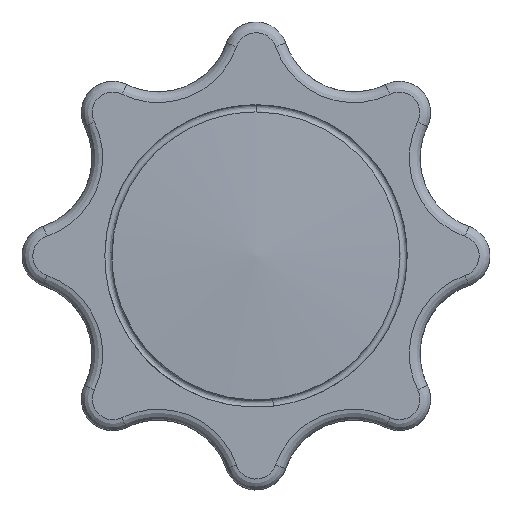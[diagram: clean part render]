
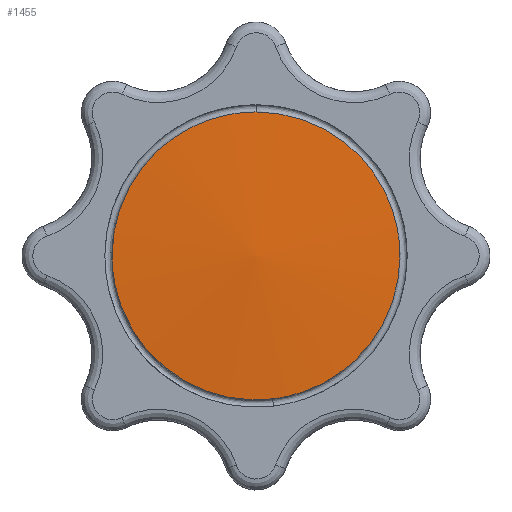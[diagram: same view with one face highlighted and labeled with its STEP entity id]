
A CAD part, top view. The second image highlights one B-rep face of the part: STEP entity #1455.
In plain terms, the highlighted free-form (B-spline) face has degree [2, 2] with [4, 4] control points.
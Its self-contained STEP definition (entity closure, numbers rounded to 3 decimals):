
#1230=CARTESIAN_POINT('',(2.309,-19.866,17.));
#1231=VERTEX_POINT('',#1230);
#1232=CARTESIAN_POINT('',(-20.0,0.0,17.0));
#1233=VERTEX_POINT('',#1232);
#1234=CARTESIAN_POINT('',(2.309,-19.866,17.));
#1235=CARTESIAN_POINT('',(1.159,-20.0,17.));
#1236=CARTESIAN_POINT('',(0.0,-20.0,17.0));
#1237=CARTESIAN_POINT('',(-20.,-20.,17.));
#1238=CARTESIAN_POINT('',(-20.0,0.0,17.0));
#1246=(BOUNDED_CURVE()B_SPLINE_CURVE(2,(#1234,#1235,#1236,#1237,#1238),.UNSPECIFIED.,.F.,.U.)B_SPLINE_CURVE_WITH_KNOTS((3,2,3),(0.73,0.75,1.0),.UNSPECIFIED.)CURVE()GEOMETRIC_REPRESENTATION_ITEM()RATIONAL_B_SPLINE_CURVE((0.957,0.977,1.0,0.707,1.0))REPRESENTATION_ITEM(''));
#1247=EDGE_CURVE('',#1231,#1233,#1246,.T.);
#1249=CARTESIAN_POINT('',(0.0,20.0,17.));
#1250=VERTEX_POINT('',#1249);
#1251=CARTESIAN_POINT('',(-20.0,0.0,17.0));
#1252=CARTESIAN_POINT('',(-20.0,20.,17.));
#1253=CARTESIAN_POINT('',(0.0,20.0,17.));
#1261=(BOUNDED_CURVE()B_SPLINE_CURVE(2,(#1251,#1252,#1253),.UNSPECIFIED.,.F.,.U.)B_SPLINE_CURVE_WITH_KNOTS((3,3),(0.0,0.25),.UNSPECIFIED.)CURVE()GEOMETRIC_REPRESENTATION_ITEM()RATIONAL_B_SPLINE_CURVE((1.0,0.707,1.0))REPRESENTATION_ITEM(''));
#1262=EDGE_CURVE('',#1233,#1250,#1261,.T.);
#1364=CARTESIAN_POINT('',(20.0,0.0,17.0));
#1365=VERTEX_POINT('',#1364);
#1366=CARTESIAN_POINT('',(20.0,0.0,17.0));
#1367=CARTESIAN_POINT('',(20.0,-17.81,17.));
#1368=CARTESIAN_POINT('',(2.309,-19.866,17.));
#1376=(BOUNDED_CURVE()B_SPLINE_CURVE(2,(#1366,#1367,#1368),.UNSPECIFIED.,.F.,.U.)B_SPLINE_CURVE_WITH_KNOTS((3,3),(0.5,0.73),.UNSPECIFIED.)CURVE()GEOMETRIC_REPRESENTATION_ITEM()RATIONAL_B_SPLINE_CURVE((1.0,0.731,0.957))REPRESENTATION_ITEM(''));
#1377=EDGE_CURVE('',#1365,#1231,#1376,.T.);
#1409=CARTESIAN_POINT('',(0.0,20.0,17.));
#1410=CARTESIAN_POINT('',(20.,20.,17.));
#1411=CARTESIAN_POINT('',(20.0,0.0,17.0));
#1419=(BOUNDED_CURVE()B_SPLINE_CURVE(2,(#1409,#1410,#1411),.UNSPECIFIED.,.F.,.U.)B_SPLINE_CURVE_WITH_KNOTS((3,3),(0.25,0.5),.UNSPECIFIED.)CURVE()GEOMETRIC_REPRESENTATION_ITEM()RATIONAL_B_SPLINE_CURVE((1.0,0.707,1.0))REPRESENTATION_ITEM(''));
#1420=EDGE_CURVE('',#1250,#1365,#1419,.T.);
#1425=CARTESIAN_POINT('',(-21.92,-21.92,15.589));
#1426=CARTESIAN_POINT('',(-10.993,-21.986,16.791));
#1427=CARTESIAN_POINT('',(10.993,-21.986,16.791));
#1428=CARTESIAN_POINT('',(21.92,-21.92,15.589));
#1429=CARTESIAN_POINT('',(-21.986,-10.993,16.791));
#1430=CARTESIAN_POINT('',(-11.026,-11.026,18.));
#1431=CARTESIAN_POINT('',(11.026,-11.026,18.));
#1432=CARTESIAN_POINT('',(21.986,-10.993,16.791));
#1433=CARTESIAN_POINT('',(-21.986,10.993,16.791));
#1434=CARTESIAN_POINT('',(-11.026,11.026,18.));
#1435=CARTESIAN_POINT('',(11.026,11.026,18.));
#1436=CARTESIAN_POINT('',(21.986,10.993,16.791));
#1437=CARTESIAN_POINT('',(-21.92,21.92,15.589));
#1438=CARTESIAN_POINT('',(-10.993,21.986,16.791));
#1439=CARTESIAN_POINT('',(10.993,21.986,16.791));
#1440=CARTESIAN_POINT('',(21.92,21.92,15.589));
#1448=(BOUNDED_SURFACE()B_SPLINE_SURFACE(2,2,((#1425,#1429,#1433,#1437),(#1426,#1430,#1434,#1438),(#1427,#1431,#1435,#1439),(#1428,#1432,#1436,#1440)),.UNSPECIFIED.,.F.,.F.,.U.)B_SPLINE_SURFACE_WITH_KNOTS((3,1,3),(3,1,3),(68.144,89.632,111.119),(68.144,89.632,111.119),.UNSPECIFIED.)GEOMETRIC_REPRESENTATION_ITEM()RATIONAL_B_SPLINE_SURFACE(((1.006,1.003,1.003,1.006),(1.003,1.0,1.0,1.003),(1.003,1.0,1.0,1.003),(1.006,1.003,1.003,1.006)))REPRESENTATION_ITEM('')SURFACE());
#1449=ORIENTED_EDGE('',*,*,#1247,.F.);
#1450=ORIENTED_EDGE('',*,*,#1377,.F.);
#1451=ORIENTED_EDGE('',*,*,#1420,.F.);
#1452=ORIENTED_EDGE('',*,*,#1262,.F.);
#1453=EDGE_LOOP('',(#1449,#1450,#1451,#1452));
#1454=FACE_OUTER_BOUND('',#1453,.T.);
#1455=ADVANCED_FACE('',(#1454),#1448,.T.);
